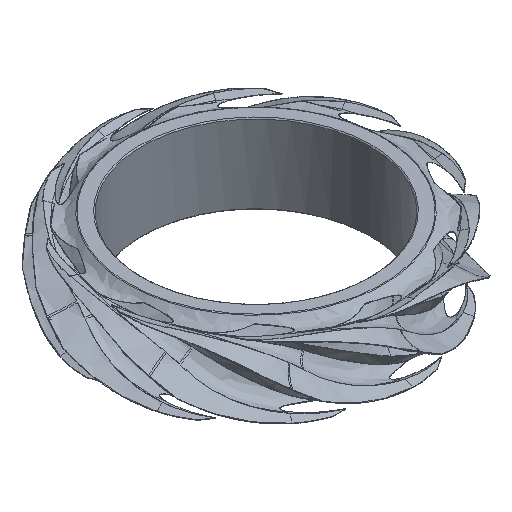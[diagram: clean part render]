
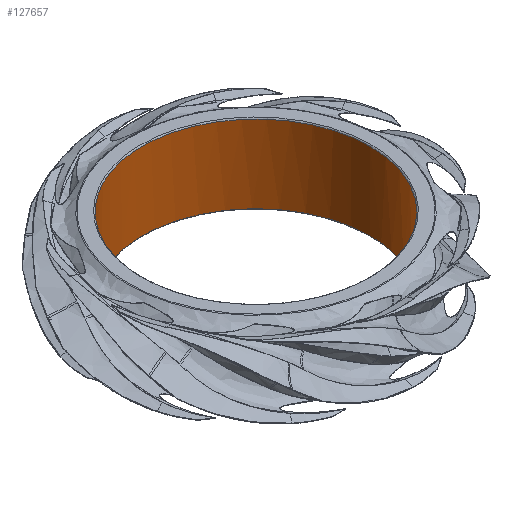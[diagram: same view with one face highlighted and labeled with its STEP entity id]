
A CAD part, isometric view. The second image highlights one B-rep face of the part: STEP entity #127657.
In plain terms, the highlighted free-form (B-spline) face has degree [2, 1] with [7, 2] control points.
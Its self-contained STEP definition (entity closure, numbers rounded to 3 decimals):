
#119631 = EDGE_CURVE('',#119632,#119632,#119634,.T.);
#119632 = VERTEX_POINT('',#119633);
#119633 = CARTESIAN_POINT('',(50.938,0.,
    25.006));
#119634 = ( BOUNDED_CURVE() B_SPLINE_CURVE(2,(#119635,#119636,#119637,
    #119638,#119639,#119640,#119641),.UNSPECIFIED.,.T.,.F.) 
B_SPLINE_CURVE_WITH_KNOTS((3,2,2,3),(3.142,5.236,
7.33,9.425),.PIECEWISE_BEZIER_KNOTS.) CURVE() 
GEOMETRIC_REPRESENTATION_ITEM() RATIONAL_B_SPLINE_CURVE((1.,0.5,1.,0.5,
1.,0.5,1.)) REPRESENTATION_ITEM('') );
#119635 = CARTESIAN_POINT('',(50.938,0.,
    25.006));
#119636 = CARTESIAN_POINT('',(50.938,-88.228,
    25.006));
#119637 = CARTESIAN_POINT('',(-25.469,-44.114,
    25.006));
#119638 = CARTESIAN_POINT('',(-101.877,0.,
    25.006));
#119639 = CARTESIAN_POINT('',(-25.469,44.114,
    25.006));
#119640 = CARTESIAN_POINT('',(50.938,88.228,
    25.006));
#119641 = CARTESIAN_POINT('',(50.938,0.,
    25.006));
#127598 = EDGE_CURVE('',#127599,#127601,#127603,.T.);
#127599 = VERTEX_POINT('',#127600);
#127600 = CARTESIAN_POINT('',(-50.938,0.,
    -9.725));
#127601 = VERTEX_POINT('',#127602);
#127602 = CARTESIAN_POINT('',(50.938,0.,
    -9.725));
#127603 = ( BOUNDED_CURVE() B_SPLINE_CURVE(2,(#127604,#127605,#127606,
#127607,#127608),.UNSPECIFIED.,.F.,.F.) B_SPLINE_CURVE_WITH_KNOTS((3,2,3
    ),(3.142,4.712,6.283),
.PIECEWISE_BEZIER_KNOTS.) CURVE() GEOMETRIC_REPRESENTATION_ITEM() 
RATIONAL_B_SPLINE_CURVE((1.,0.707,1.,0.707,1.)) 
REPRESENTATION_ITEM('') );
#127604 = CARTESIAN_POINT('',(-50.938,0.,
    -9.725));
#127605 = CARTESIAN_POINT('',(-50.938,-50.938,
    -9.725));
#127606 = CARTESIAN_POINT('',(0.,-50.938,
    -9.725));
#127607 = CARTESIAN_POINT('',(50.938,-50.938,
    -9.725));
#127608 = CARTESIAN_POINT('',(50.938,0.,
    -9.725));
#127610 = EDGE_CURVE('',#127601,#127599,#127611,.T.);
#127611 = ( BOUNDED_CURVE() B_SPLINE_CURVE(2,(#127612,#127613,#127614,
#127615,#127616),.UNSPECIFIED.,.F.,.F.) B_SPLINE_CURVE_WITH_KNOTS((3,2,3
    ),(6.283,7.854,9.425),
.PIECEWISE_BEZIER_KNOTS.) CURVE() GEOMETRIC_REPRESENTATION_ITEM() 
RATIONAL_B_SPLINE_CURVE((1.,0.707,1.,0.707,1.)) 
REPRESENTATION_ITEM('') );
#127612 = CARTESIAN_POINT('',(50.938,0.,
    -9.725));
#127613 = CARTESIAN_POINT('',(50.938,50.938,
    -9.725));
#127614 = CARTESIAN_POINT('',(0.,50.938,
    -9.725));
#127615 = CARTESIAN_POINT('',(-50.938,50.938,
    -9.725));
#127616 = CARTESIAN_POINT('',(-50.938,0.,
    -9.725));
#127657 = ADVANCED_FACE('',(#127658),#127669,.F.);
#127658 = FACE_BOUND('',#127659,.F.);
#127659 = EDGE_LOOP('',(#127660,#127661,#127666,#127667,#127668));
#127660 = ORIENTED_EDGE('',*,*,#119631,.T.);
#127661 = ORIENTED_EDGE('',*,*,#127662,.F.);
#127662 = EDGE_CURVE('',#127601,#119632,#127663,.T.);
#127663 = B_SPLINE_CURVE_WITH_KNOTS('',1,(#127664,#127665),
  .UNSPECIFIED.,.F.,.F.,(2,2),(24.5,62.),
  .PIECEWISE_BEZIER_KNOTS.);
#127664 = CARTESIAN_POINT('',(50.938,0.,
    -9.725));
#127665 = CARTESIAN_POINT('',(50.938,0.,
    25.006));
#127666 = ORIENTED_EDGE('',*,*,#127610,.T.);
#127667 = ORIENTED_EDGE('',*,*,#127598,.T.);
#127668 = ORIENTED_EDGE('',*,*,#127662,.T.);
#127669 = ( BOUNDED_SURFACE() B_SPLINE_SURFACE(2,1,(
    (#127670,#127671)
    ,(#127672,#127673)
    ,(#127674,#127675)
    ,(#127676,#127677)
    ,(#127678,#127679)
    ,(#127680,#127681)
    ,(#127682,#127683
)),.UNSPECIFIED.,.T.,.F.,.F.) B_SPLINE_SURFACE_WITH_KNOTS((1,2,2,2,2,1),
  (2,2),(-2.094,0.,2.094,4.189,6.283,
    8.378),(24.5,62.),.UNSPECIFIED.) 
GEOMETRIC_REPRESENTATION_ITEM() RATIONAL_B_SPLINE_SURFACE((
    (1.,1.)
    ,(0.5,0.5)
    ,(1.,1.)
    ,(0.5,0.5)
    ,(1.,1.)
    ,(0.5,0.5)
,(1.,1.))) REPRESENTATION_ITEM('') SURFACE() );
#127670 = CARTESIAN_POINT('',(50.938,0.,
    -9.725));
#127671 = CARTESIAN_POINT('',(50.938,0.,
    25.006));
#127672 = CARTESIAN_POINT('',(50.938,88.228,
    -9.725));
#127673 = CARTESIAN_POINT('',(50.938,88.228,
    25.006));
#127674 = CARTESIAN_POINT('',(-25.469,44.114,
    -9.725));
#127675 = CARTESIAN_POINT('',(-25.469,44.114,
    25.006));
#127676 = CARTESIAN_POINT('',(-101.877,0.,
    -9.725));
#127677 = CARTESIAN_POINT('',(-101.877,0.,
    25.006));
#127678 = CARTESIAN_POINT('',(-25.469,-44.114,
    -9.725));
#127679 = CARTESIAN_POINT('',(-25.469,-44.114,
    25.006));
#127680 = CARTESIAN_POINT('',(50.938,-88.228,
    -9.725));
#127681 = CARTESIAN_POINT('',(50.938,-88.228,
    25.006));
#127682 = CARTESIAN_POINT('',(50.938,0.,
    -9.725));
#127683 = CARTESIAN_POINT('',(50.938,0.,
    25.006));
